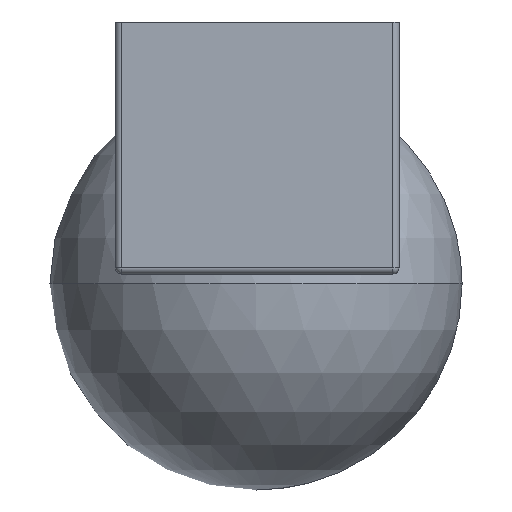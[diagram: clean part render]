
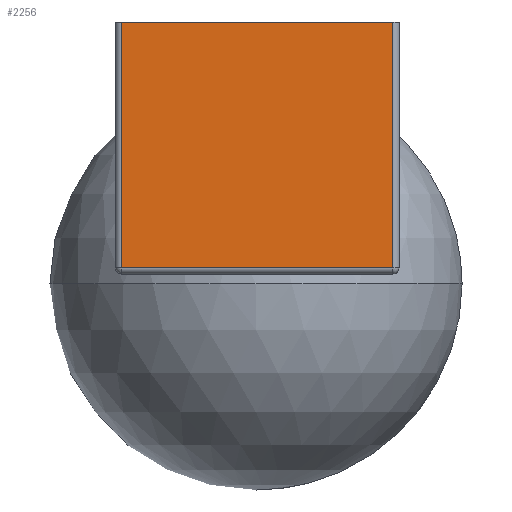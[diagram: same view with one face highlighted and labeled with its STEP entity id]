
A CAD part, front view. The second image highlights one B-rep face of the part: STEP entity #2256.
In plain terms, the highlighted face is planar.
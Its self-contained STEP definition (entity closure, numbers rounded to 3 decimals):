
#213 = DIRECTION ( 'NONE',  ( 0., 0., 1. ) ) ;
#446 = EDGE_CURVE ( 'NONE', #4453, #3585, #5966, .T. ) ;
#595 = DIRECTION ( 'NONE',  ( 0., 0., -1. ) ) ;
#607 = AXIS2_PLACEMENT_3D ( 'NONE', #3795, #4759, #213 ) ;
#864 = LINE ( 'NONE', #4003, #2833 ) ;
#1128 = DIRECTION ( 'NONE',  ( -1., 0., 0. ) ) ;
#1383 = EDGE_CURVE ( 'NONE', #3585, #1403, #864, .T. ) ;
#1392 = DIRECTION ( 'NONE',  ( 1., 0., 0. ) ) ;
#1403 = VERTEX_POINT ( 'NONE', #4932 ) ;
#1547 = EDGE_CURVE ( 'NONE', #1403, #2374, #4109, .T. ) ;
#1553 = ORIENTED_EDGE ( 'NONE', *, *, #3044, .T. ) ;
#1957 = CARTESIAN_POINT ( 'NONE',  ( -21.5, 258., 7.5 ) ) ;
#2154 = EDGE_LOOP ( 'NONE', ( #1553, #4423, #4305, #3572 ) ) ;
#2256 = ADVANCED_FACE ( 'NONE', ( #3733 ), #3300, .T. ) ;
#2374 = VERTEX_POINT ( 'NONE', #6463 ) ;
#2833 = VECTOR ( 'NONE', #1392, 1000. ) ;
#3044 = EDGE_CURVE ( 'NONE', #2374, #4453, #4292, .T. ) ;
#3300 = PLANE ( 'NONE',  #607 ) ;
#3317 = CARTESIAN_POINT ( 'NONE',  ( -21.5, 258., -31.5 ) ) ;
#3456 = CARTESIAN_POINT ( 'NONE',  ( -21.5, 258., 7.5 ) ) ;
#3572 = ORIENTED_EDGE ( 'NONE', *, *, #1547, .T. ) ;
#3585 = VERTEX_POINT ( 'NONE', #1957 ) ;
#3733 = FACE_OUTER_BOUND ( 'NONE', #2154, .T. ) ;
#3795 = CARTESIAN_POINT ( 'NONE',  ( 0., 258., 0. ) ) ;
#3942 = VECTOR ( 'NONE', #5477, 1000. ) ;
#4003 = CARTESIAN_POINT ( 'NONE',  ( 22.5, 258., 7.5 ) ) ;
#4109 = LINE ( 'NONE', #5134, #4750 ) ;
#4292 = LINE ( 'NONE', #5704, #6213 ) ;
#4305 = ORIENTED_EDGE ( 'NONE', *, *, #1383, .T. ) ;
#4423 = ORIENTED_EDGE ( 'NONE', *, *, #446, .T. ) ;
#4453 = VERTEX_POINT ( 'NONE', #3317 ) ;
#4750 = VECTOR ( 'NONE', #595, 1000. ) ;
#4759 = DIRECTION ( 'NONE',  ( 0., 1., 0. ) ) ;
#4932 = CARTESIAN_POINT ( 'NONE',  ( 21.5, 258., 7.5 ) ) ;
#5134 = CARTESIAN_POINT ( 'NONE',  ( 21.5, 258., 0. ) ) ;
#5477 = DIRECTION ( 'NONE',  ( 0., 0., 1. ) ) ;
#5704 = CARTESIAN_POINT ( 'NONE',  ( -22.5, 258., -31.5 ) ) ;
#5966 = LINE ( 'NONE', #3456, #3942 ) ;
#6213 = VECTOR ( 'NONE', #1128, 1000. ) ;
#6463 = CARTESIAN_POINT ( 'NONE',  ( 21.5, 258., -31.5 ) ) ;
